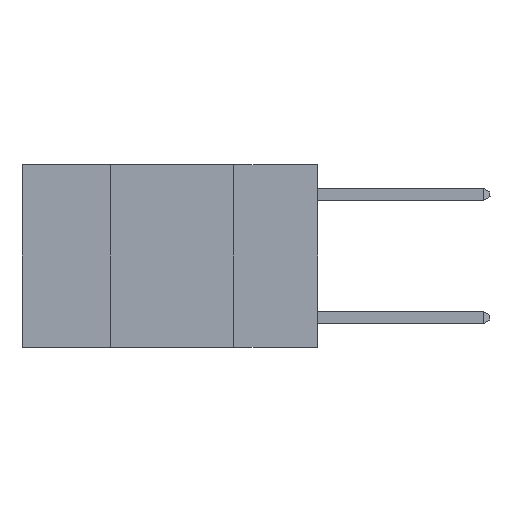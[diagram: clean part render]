
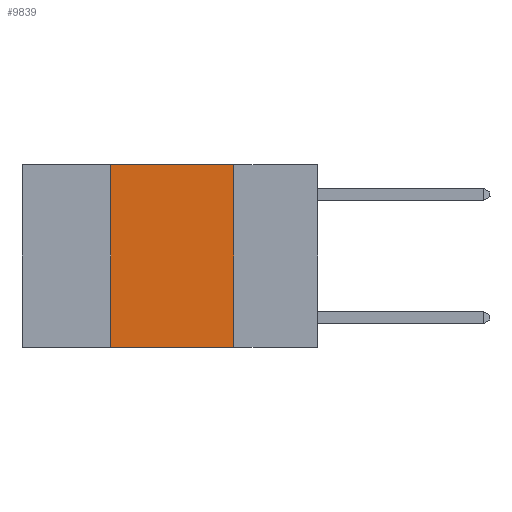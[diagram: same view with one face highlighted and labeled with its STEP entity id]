
A CAD part, left-side view. The second image highlights one B-rep face of the part: STEP entity #9839.
In plain terms, the highlighted planar face has unit normal (-1, 0, 0).
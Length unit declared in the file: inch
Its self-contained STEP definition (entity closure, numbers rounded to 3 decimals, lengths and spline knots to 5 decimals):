
#6 = LINE ( 'NONE', #6611, #4639 ) ;
#178 = VECTOR ( 'NONE', #2704, 39.37008 ) ;
#419 = CARTESIAN_POINT ( 'NONE',  ( 0., 0.6, 0. ) ) ;
#898 = CARTESIAN_POINT ( 'NONE',  ( 0., 0.17, 0. ) ) ;
#1154 = LINE ( 'NONE', #898, #5763 ) ;
#1675 = CARTESIAN_POINT ( 'NONE',  ( 0., 0.6, -0.37 ) ) ;
#1751 = CARTESIAN_POINT ( 'NONE',  ( 0., 0.17, 0. ) ) ;
#1835 = DIRECTION ( 'NONE',  ( 0., 0., -1. ) ) ;
#1904 = ORIENTED_EDGE ( 'NONE', *, *, #1984, .F. ) ;
#1984 = EDGE_CURVE ( 'NONE', #5516, #11536, #7459, .T. ) ;
#2188 = ORIENTED_EDGE ( 'NONE', *, *, #8692, .T. ) ;
#2704 = DIRECTION ( 'NONE',  ( 0., -1., 0. ) ) ;
#3224 = DIRECTION ( 'NONE',  ( 1., 0., 0. ) ) ;
#4076 = ORIENTED_EDGE ( 'NONE', *, *, #10139, .F. ) ;
#4339 = VERTEX_POINT ( 'NONE', #9591 ) ;
#4639 = VECTOR ( 'NONE', #7485, 39.37008 ) ;
#5064 = CARTESIAN_POINT ( 'NONE',  ( 0., 0.42, -0.37 ) ) ;
#5211 = FACE_OUTER_BOUND ( 'NONE', #8013, .T. ) ;
#5516 = VERTEX_POINT ( 'NONE', #8834 ) ;
#5763 = VECTOR ( 'NONE', #1835, 39.37008 ) ;
#6487 = VECTOR ( 'NONE', #8917, 39.37008 ) ;
#6611 = CARTESIAN_POINT ( 'NONE',  ( 0., 0.42, 0. ) ) ;
#7043 = LINE ( 'NONE', #1675, #6487 ) ;
#7232 = CARTESIAN_POINT ( 'NONE',  ( 0., 0.6, 0. ) ) ;
#7245 = VERTEX_POINT ( 'NONE', #5064 ) ;
#7459 = LINE ( 'NONE', #7232, #178 ) ;
#7485 = DIRECTION ( 'NONE',  ( 0., 0., 1. ) ) ;
#8013 = EDGE_LOOP ( 'NONE', ( #4076, #1904, #9132, #2188 ) ) ;
#8613 = PLANE ( 'NONE',  #11315 ) ;
#8692 = EDGE_CURVE ( 'NONE', #7245, #4339, #7043, .T. ) ;
#8834 = CARTESIAN_POINT ( 'NONE',  ( 0., 0.42, 0. ) ) ;
#8917 = DIRECTION ( 'NONE',  ( 0., -1., 0. ) ) ;
#9132 = ORIENTED_EDGE ( 'NONE', *, *, #10251, .F. ) ;
#9514 = DIRECTION ( 'NONE',  ( 0., 0., -1. ) ) ;
#9591 = CARTESIAN_POINT ( 'NONE',  ( 0., 0.17, -0.37 ) ) ;
#9839 = ADVANCED_FACE ( 'NONE', ( #5211 ), #8613, .F. ) ;
#10139 = EDGE_CURVE ( 'NONE', #11536, #4339, #1154, .T. ) ;
#10251 = EDGE_CURVE ( 'NONE', #7245, #5516, #6, .T. ) ;
#11315 = AXIS2_PLACEMENT_3D ( 'NONE', #419, #3224, #9514 ) ;
#11536 = VERTEX_POINT ( 'NONE', #1751 ) ;
